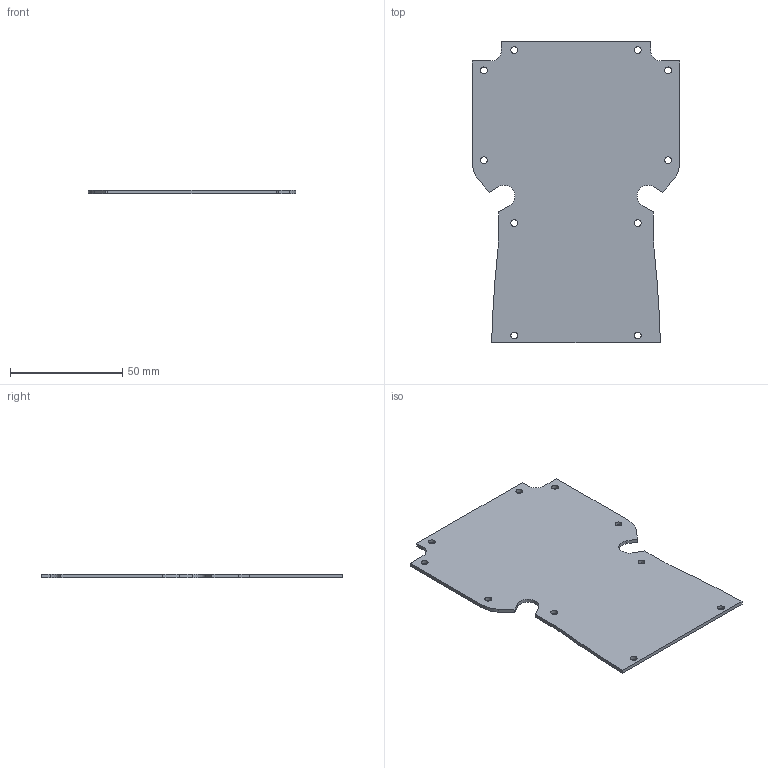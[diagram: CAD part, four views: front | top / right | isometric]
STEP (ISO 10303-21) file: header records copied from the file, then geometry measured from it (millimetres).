
FILE_DESCRIPTION((''),'2;1');
FILE_NAME('1553TBAT PCB.stp','2013-01-02T12:12:49',('lwalsh'),(''),'Autodesk Inventor 2012','Autodesk Inventor 2012','');
FILE_SCHEMA(('AUTOMOTIVE_DESIGN { 1 0 10303 214 1 1 1 1 }'));
Length unit declared in the file: millimetre
Products named in the file (1): 1553TBAT PCB Board
Bounding box: 92.22 x 134 x 1.6 mm (x, y, z)
Volume: 16752.8 mm3; surface area: 21844 mm2
Topology: 1 solids, 1 shells, 38 faces, 118 edges, 82 vertices
Faces by surface type: cylinder 20, plane 18
Full cylindrical faces by diameter (mm): 3 x10
Entity records: 1268 total; most frequent: DIRECTION 216, CARTESIAN_POINT 209, ORIENTED_EDGE 196, EDGE_CURVE 98, AXIS2_PLACEMENT_3D 79, VERTEX_POINT 72, EDGE_LOOP 68, VECTOR 58
